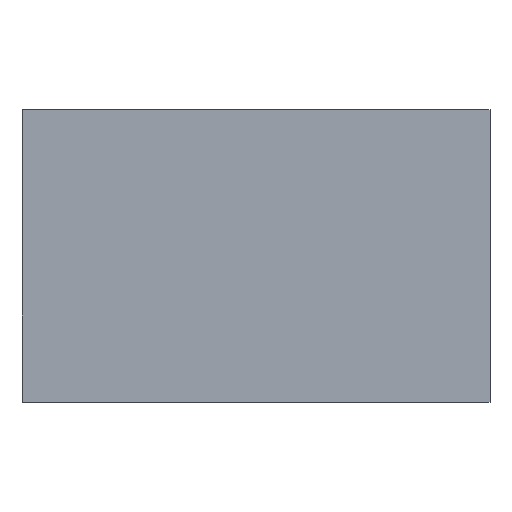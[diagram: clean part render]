
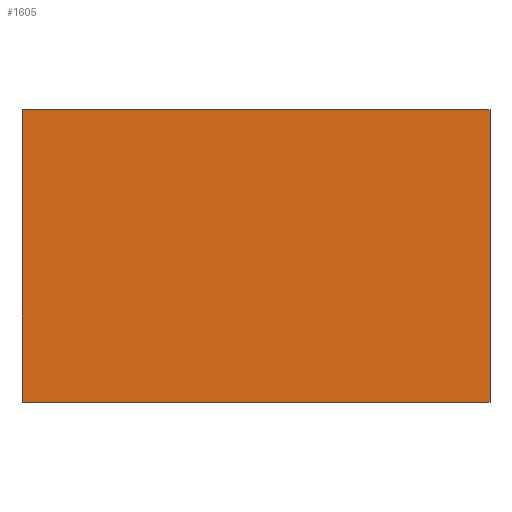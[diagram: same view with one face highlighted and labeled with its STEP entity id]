
A CAD part, top view. The second image highlights one B-rep face of the part: STEP entity #1605.
In plain terms, the highlighted planar face has unit normal (0, 0, 1).
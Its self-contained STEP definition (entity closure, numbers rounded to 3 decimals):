
#154=FACE_OUTER_BOUND('',#238,.T.);
#238=EDGE_LOOP('',(#1409,#1410,#1411,#1412));
#373=LINE('',#3121,#512);
#375=LINE('',#3125,#514);
#378=LINE('',#3130,#517);
#381=LINE('',#3134,#520);
#512=VECTOR('',#1854,10.);
#514=VECTOR('',#1858,10.);
#517=VECTOR('',#1863,10.);
#520=VECTOR('',#1868,10.);
#773=VERTEX_POINT('',#3118);
#774=VERTEX_POINT('',#3120);
#775=VERTEX_POINT('',#3124);
#776=VERTEX_POINT('',#3129);
#1005=EDGE_CURVE('',#773,#774,#373,.T.);
#1007=EDGE_CURVE('',#774,#775,#375,.T.);
#1010=EDGE_CURVE('',#775,#776,#378,.T.);
#1013=EDGE_CURVE('',#776,#773,#381,.T.);
#1409=ORIENTED_EDGE('',*,*,#1005,.F.);
#1410=ORIENTED_EDGE('',*,*,#1013,.F.);
#1411=ORIENTED_EDGE('',*,*,#1010,.F.);
#1412=ORIENTED_EDGE('',*,*,#1007,.F.);
#1521=PLANE('',#1660);
#1605=ADVANCED_FACE('',(#154),#1521,.T.);
#1660=AXIS2_PLACEMENT_3D('',#3135,#1869,#1870);
#1854=DIRECTION('',(0.,-1.,0.));
#1858=DIRECTION('',(-1.,0.,0.));
#1863=DIRECTION('',(0.,1.,0.));
#1868=DIRECTION('',(1.,0.,0.));
#1869=DIRECTION('center_axis',(0.,0.,1.));
#1870=DIRECTION('ref_axis',(1.,0.,0.));
#3118=CARTESIAN_POINT('',(1.,0.625,0.5));
#3120=CARTESIAN_POINT('',(1.,-0.625,0.5));
#3121=CARTESIAN_POINT('',(1.,0.625,0.5));
#3124=CARTESIAN_POINT('',(-1.,-0.625,0.5));
#3125=CARTESIAN_POINT('',(1.,-0.625,0.5));
#3129=CARTESIAN_POINT('',(-1.,0.625,0.5));
#3130=CARTESIAN_POINT('',(-1.,-0.625,0.5));
#3134=CARTESIAN_POINT('',(-1.,0.625,0.5));
#3135=CARTESIAN_POINT('Origin',(0.,0.,0.5));
